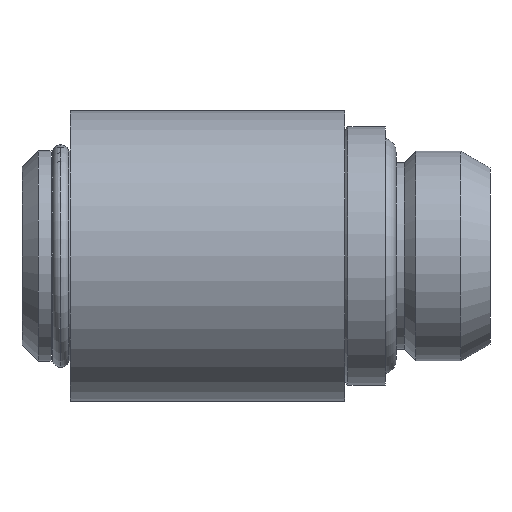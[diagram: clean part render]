
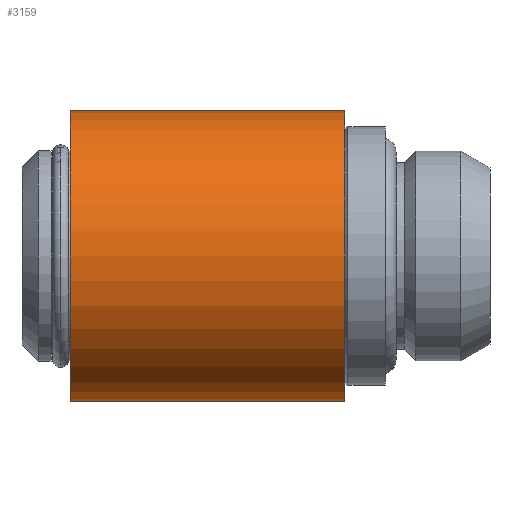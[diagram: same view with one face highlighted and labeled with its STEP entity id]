
A CAD part, left-side view. The second image highlights one B-rep face of the part: STEP entity #3159.
In plain terms, the highlighted cylindrical face has radius 9 mm (diameter 18 mm), a partial arc.
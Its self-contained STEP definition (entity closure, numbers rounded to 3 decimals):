
#255 = CARTESIAN_POINT ( 'NONE',  ( 0., 32.086, 9. ) ) ;
#256 = DIRECTION ( 'NONE',  ( 0., 1., 0. ) ) ;
#380 = ORIENTED_EDGE ( 'NONE', *, *, #3487, .T. ) ;
#381 = ORIENTED_EDGE ( 'NONE', *, *, #3044, .F. ) ;
#382 = ORIENTED_EDGE ( 'NONE', *, *, #3223, .T. ) ;
#383 = ORIENTED_EDGE ( 'NONE', *, *, #3224, .T. ) ;
#746 = LINE ( 'NONE', #255, #1375 ) ;
#867 = VECTOR ( 'NONE', #3557, 1000. ) ;
#972 = AXIS2_PLACEMENT_3D ( 'NONE', #2316, #2317, #2318 ) ;
#1050 = CARTESIAN_POINT ( 'NONE',  ( 0., 9., 0. ) ) ;
#1051 = DIRECTION ( 'NONE',  ( 0., 1., 0. ) ) ;
#1052 = DIRECTION ( 'NONE',  ( 0., 0., 1. ) ) ;
#1053 = CARTESIAN_POINT ( 'NONE',  ( 0., 26., 0. ) ) ;
#1054 = DIRECTION ( 'NONE',  ( 0., -1., 0. ) ) ;
#1055 = DIRECTION ( 'NONE',  ( 0., 0., -1. ) ) ;
#1375 = VECTOR ( 'NONE', #256, 1000. ) ;
#1423 = LINE ( 'NONE', #3558, #867 ) ;
#1500 = FACE_OUTER_BOUND ( 'NONE', #2708, .T. ) ;
#1501 = CYLINDRICAL_SURFACE ( 'NONE', #972, 9. ) ;
#2023 = CARTESIAN_POINT ( 'NONE',  ( 0., 9., 9. ) ) ;
#2024 = CARTESIAN_POINT ( 'NONE',  ( 0., 9., -9. ) ) ;
#2025 = CARTESIAN_POINT ( 'NONE',  ( 0., 26., -9. ) ) ;
#2026 = CARTESIAN_POINT ( 'NONE',  ( 0., 26., 9. ) ) ;
#2316 = CARTESIAN_POINT ( 'NONE',  ( 0., 32.086, 0. ) ) ;
#2317 = DIRECTION ( 'NONE',  ( 0., 1., 0. ) ) ;
#2318 = DIRECTION ( 'NONE',  ( 0., 0., 1. ) ) ;
#2708 = EDGE_LOOP ( 'NONE', ( #381, #382, #380, #383 ) ) ;
#3044 = EDGE_CURVE ( 'NONE', #3357, #3358, #1423, .T. ) ;
#3159 = ADVANCED_FACE ( 'NONE', ( #1500 ), #1501, .T. ) ;
#3223 = EDGE_CURVE ( 'NONE', #3357, #3356, #3691, .T. ) ;
#3224 = EDGE_CURVE ( 'NONE', #3359, #3358, #3698, .T. ) ;
#3356 = VERTEX_POINT ( 'NONE', #2023 ) ;
#3357 = VERTEX_POINT ( 'NONE', #2024 ) ;
#3358 = VERTEX_POINT ( 'NONE', #2025 ) ;
#3359 = VERTEX_POINT ( 'NONE', #2026 ) ;
#3487 = EDGE_CURVE ( 'NONE', #3356, #3359, #746, .T. ) ;
#3557 = DIRECTION ( 'NONE',  ( 0., 1., 0. ) ) ;
#3558 = CARTESIAN_POINT ( 'NONE',  ( 0., 32.086, -9. ) ) ;
#3691 = CIRCLE ( 'NONE', #3694, 9. ) ;
#3694 = AXIS2_PLACEMENT_3D ( 'NONE', #1050, #1051, #1052 ) ;
#3698 = CIRCLE ( 'NONE', #3700, 9. ) ;
#3700 = AXIS2_PLACEMENT_3D ( 'NONE', #1053, #1054, #1055 ) ;
